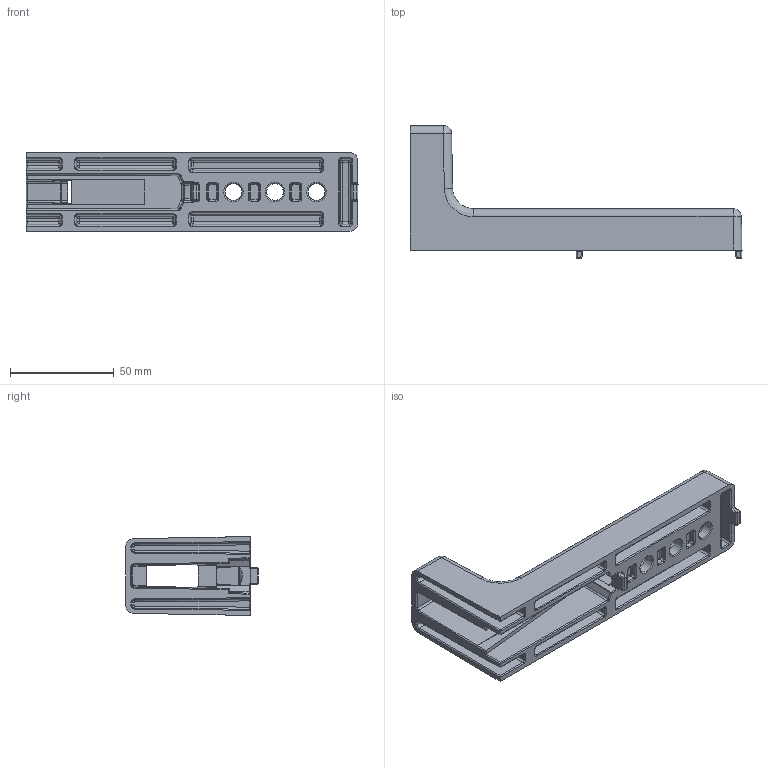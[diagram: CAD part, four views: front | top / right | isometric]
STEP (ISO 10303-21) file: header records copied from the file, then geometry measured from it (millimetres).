
FILE_DESCRIPTION(/* description */ ('Bodenwinkel 160x60x38'),/* implementation_level */ '2;1');
FILE_NAME(/* name */ 'Syskomp 282146204 Bodenwinkel 160x60x38.stp',/* time_stamp */ '2016-10-28T08:45:28+02:00',/* author */ ('wheldmann'),/* organization */ (''),/* preprocessor_version */ 'ST-DEVELOPER v16.1',/* originating_system */ 'Autodesk Inventor 2016',/* authorisation */ ' ');
FILE_SCHEMA (('AUTOMOTIVE_DESIGN { 1 0 10303 214 3 1 1 }'));
Length unit declared in the file: millimetre
Products named in the file (1): 282146204 Bodenwinkel 160x60x38
Bounding box: 160.01 x 64 x 38 mm (x, y, z)
Volume: 73211 mm3; surface area: 41736.9 mm2
Topology: 1 solids, 1 shells, 429 faces, 1025 edges, 566 vertices
Faces by surface type: cylinder 199, plane 89, bspline 85, sphere 36, torus 13, cone 7
Entity records: 14381 total; most frequent: CARTESIAN_POINT 5092, ORIENTED_EDGE 1960, DIRECTION 1950, EDGE_CURVE 980, AXIS2_PLACEMENT_3D 754, VERTEX_POINT 563, EDGE_LOOP 449, LINE 442
